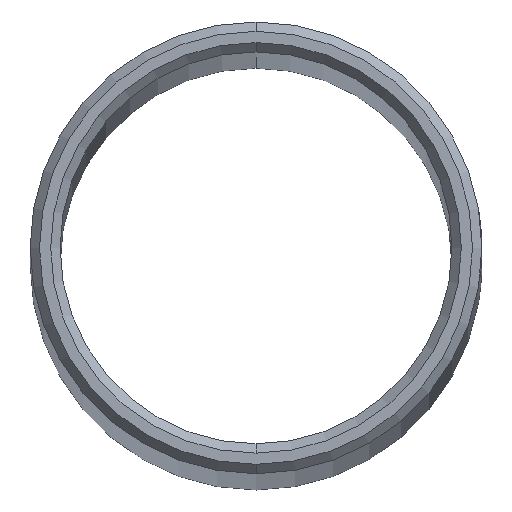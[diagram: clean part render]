
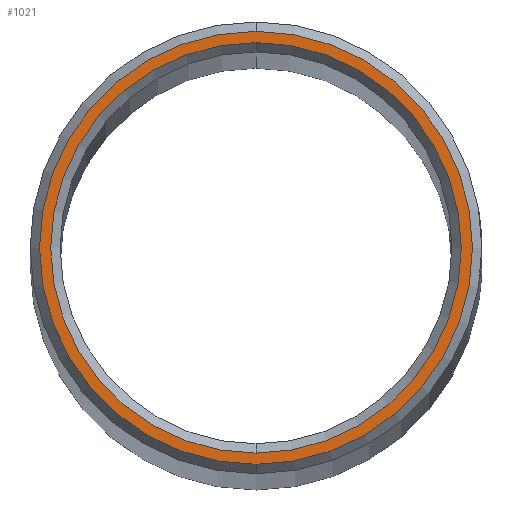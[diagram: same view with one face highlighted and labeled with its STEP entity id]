
A CAD part, top view. The second image highlights one B-rep face of the part: STEP entity #1021.
In plain terms, the highlighted planar face has unit normal (0, 0, 1).
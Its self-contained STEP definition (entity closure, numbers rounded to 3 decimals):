
#11 = CIRCLE ( 'NONE', #309, 23.15 ) ;
#18 = AXIS2_PLACEMENT_3D ( 'NONE', #1186, #1168, #1187 ) ;
#21 = VERTEX_POINT ( 'NONE', #730 ) ;
#47 = CARTESIAN_POINT ( 'NONE',  ( 0., 0., 0. ) ) ;
#48 = DIRECTION ( 'NONE',  ( 0., 0., -1. ) ) ;
#52 = DIRECTION ( 'NONE',  ( 1., 0., 0. ) ) ;
#86 = ORIENTED_EDGE ( 'NONE', *, *, #162, .T. ) ;
#103 = EDGE_CURVE ( 'NONE', #21, #420, #1076, .T. ) ;
#132 = CARTESIAN_POINT ( 'NONE',  ( 0., 23.15, 0. ) ) ;
#144 = CARTESIAN_POINT ( 'NONE',  ( 0., 0., 0. ) ) ;
#146 = DIRECTION ( 'NONE',  ( 0., 0., 1. ) ) ;
#147 = DIRECTION ( 'NONE',  ( 1., 0., 0. ) ) ;
#154 = CARTESIAN_POINT ( 'NONE',  ( 0., 0., 0. ) ) ;
#155 = VERTEX_POINT ( 'NONE', #132 ) ;
#156 = FACE_BOUND ( 'NONE', #401, .T. ) ;
#157 = DIRECTION ( 'NONE',  ( 0., 0., -1. ) ) ;
#158 = DIRECTION ( 'NONE',  ( 1., 0., 0. ) ) ;
#162 = EDGE_CURVE ( 'NONE', #155, #275, #406, .T. ) ;
#177 = CARTESIAN_POINT ( 'NONE',  ( 0., -23.15, 0. ) ) ;
#184 = EDGE_CURVE ( 'NONE', #420, #21, #965, .T. ) ;
#275 = VERTEX_POINT ( 'NONE', #177 ) ;
#296 = CARTESIAN_POINT ( 'NONE',  ( 0., 21.95, 0. ) ) ;
#309 = AXIS2_PLACEMENT_3D ( 'NONE', #465, #466, #469 ) ;
#372 = FACE_OUTER_BOUND ( 'NONE', #539, .T. ) ;
#401 = EDGE_LOOP ( 'NONE', ( #877, #906 ) ) ;
#406 = CIRCLE ( 'NONE', #476, 23.15 ) ;
#420 = VERTEX_POINT ( 'NONE', #296 ) ;
#465 = CARTESIAN_POINT ( 'NONE',  ( 0., 0., 0. ) ) ;
#466 = DIRECTION ( 'NONE',  ( 0., 0., 1. ) ) ;
#469 = DIRECTION ( 'NONE',  ( 1., 0., 0. ) ) ;
#474 = AXIS2_PLACEMENT_3D ( 'NONE', #154, #157, #158 ) ;
#476 = AXIS2_PLACEMENT_3D ( 'NONE', #144, #146, #147 ) ;
#515 = AXIS2_PLACEMENT_3D ( 'NONE', #47, #48, #52 ) ;
#539 = EDGE_LOOP ( 'NONE', ( #86, #1146 ) ) ;
#603 = EDGE_CURVE ( 'NONE', #275, #155, #11, .T. ) ;
#730 = CARTESIAN_POINT ( 'NONE',  ( 0., -21.95, 0. ) ) ;
#877 = ORIENTED_EDGE ( 'NONE', *, *, #103, .T. ) ;
#906 = ORIENTED_EDGE ( 'NONE', *, *, #184, .T. ) ;
#965 = CIRCLE ( 'NONE', #474, 21.95 ) ;
#1021 = ADVANCED_FACE ( 'NONE', ( #372, #156 ), #1181, .T. ) ;
#1076 = CIRCLE ( 'NONE', #515, 21.95 ) ;
#1146 = ORIENTED_EDGE ( 'NONE', *, *, #603, .T. ) ;
#1168 = DIRECTION ( 'NONE',  ( 0., 0., 1. ) ) ;
#1181 = PLANE ( 'NONE',  #18 ) ;
#1186 = CARTESIAN_POINT ( 'NONE',  ( 0., 0., 0. ) ) ;
#1187 = DIRECTION ( 'NONE',  ( 1., 0., 0. ) ) ;
